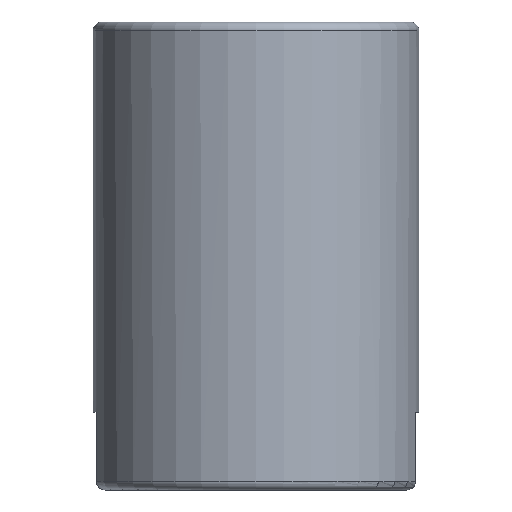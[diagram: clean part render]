
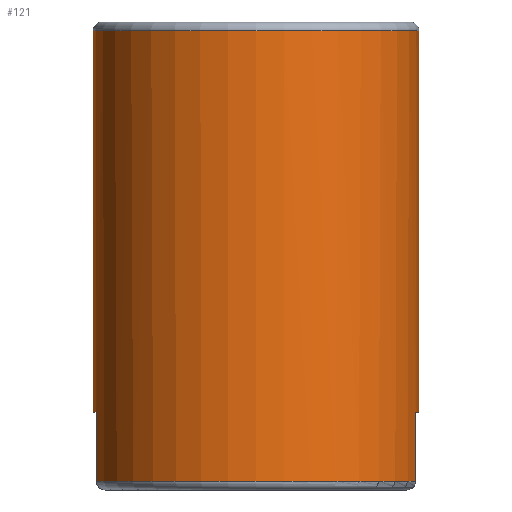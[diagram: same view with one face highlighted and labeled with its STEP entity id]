
A CAD part, front view. The second image highlights one B-rep face of the part: STEP entity #121.
In plain terms, the highlighted cylindrical face has radius 2.388 mm (diameter 4.775 mm), a full revolution.
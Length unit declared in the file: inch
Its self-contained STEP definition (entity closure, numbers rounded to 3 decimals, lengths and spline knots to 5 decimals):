
#11 = AXIS2_PLACEMENT_3D ( 'NONE', #407, #411, #410 ) ;
#22 = AXIS2_PLACEMENT_3D ( 'NONE', #381, #383, #384 ) ;
#45 = EDGE_CURVE ( 'NONE', #1679, #1786, #1535, .T. ) ;
#46 = EDGE_CURVE ( 'NONE', #1788, #1684, #1537, .T. ) ;
#48 = EDGE_CURVE ( 'NONE', #1303, #1303, #1539, .T. ) ;
#55 = EDGE_CURVE ( 'NONE', #1677, #1788, #1532, .T. ) ;
#56 = EDGE_CURVE ( 'NONE', #1786, #1787, #1530, .T. ) ;
#62 = EDGE_CURVE ( 'NONE', #1784, #1677, #1555, .T. ) ;
#67 = EDGE_CURVE ( 'NONE', #1684, #1679, #1547, .T. ) ;
#75 = EDGE_CURVE ( 'NONE', #1780, #1784, #1567, .T. ) ;
#97 = EDGE_CURVE ( 'NONE', #1787, #1780, #1592, .T. ) ;
#100 = AXIS2_PLACEMENT_3D ( 'NONE', #2022, #2023, #2024 ) ;
#101 = AXIS2_PLACEMENT_3D ( 'NONE', #2025, #2027, #2028 ) ;
#104 = AXIS2_PLACEMENT_3D ( 'NONE', #2080, #2089, #2090 ) ;
#106 = AXIS2_PLACEMENT_3D ( 'NONE', #2037, #2038, #2039 ) ;
#121 = ADVANCED_FACE ( 'NONE', ( #1598, #1602 ), #1601, .T. ) ;
#381 = CARTESIAN_POINT ( 'NONE',  ( 0., 0., 0.045 ) ) ;
#383 = DIRECTION ( 'NONE',  ( 0., 0., 1. ) ) ;
#384 = DIRECTION ( 'NONE',  ( 1., 0., 0. ) ) ;
#407 = CARTESIAN_POINT ( 'NONE',  ( 0., 0., 0.37381 ) ) ;
#410 = DIRECTION ( 'NONE',  ( 1., 0., 0. ) ) ;
#411 = DIRECTION ( 'NONE',  ( 0., 0., 1. ) ) ;
#953 = ORIENTED_EDGE ( 'NONE', *, *, #48, .F. ) ;
#954 = ORIENTED_EDGE ( 'NONE', *, *, #56, .T. ) ;
#957 = ORIENTED_EDGE ( 'NONE', *, *, #97, .T. ) ;
#958 = ORIENTED_EDGE ( 'NONE', *, *, #75, .T. ) ;
#961 = ORIENTED_EDGE ( 'NONE', *, *, #46, .T. ) ;
#962 = ORIENTED_EDGE ( 'NONE', *, *, #67, .T. ) ;
#964 = ORIENTED_EDGE ( 'NONE', *, *, #45, .T. ) ;
#968 = ORIENTED_EDGE ( 'NONE', *, *, #55, .T. ) ;
#969 = ORIENTED_EDGE ( 'NONE', *, *, #62, .T. ) ;
#1247 = CARTESIAN_POINT ( 'NONE',  ( 0.09206, -0.019, 0.045 ) ) ;
#1251 = CARTESIAN_POINT ( 'NONE',  ( -0.09206, -0.019, 0.045 ) ) ;
#1274 = CARTESIAN_POINT ( 'NONE',  ( 0.09206, -0.019, 0.005 ) ) ;
#1276 = CARTESIAN_POINT ( 'NONE',  ( 0.09206, 0.019, 0.005 ) ) ;
#1280 = CARTESIAN_POINT ( 'NONE',  ( 0.09206, 0.019, 0.045 ) ) ;
#1295 = CARTESIAN_POINT ( 'NONE',  ( -0.09206, -0.019, 0.005 ) ) ;
#1297 = CARTESIAN_POINT ( 'NONE',  ( -0.09206, 0.019, 0.005 ) ) ;
#1298 = CARTESIAN_POINT ( 'NONE',  ( -0.09206, 0.019, 0.045 ) ) ;
#1303 = VERTEX_POINT ( 'NONE', #1304 ) ;
#1304 = CARTESIAN_POINT ( 'NONE',  ( 0.094, 0., 0.265 ) ) ;
#1493 = EDGE_LOOP ( 'NONE', ( #954, #957, #958, #969, #968, #961, #962, #964 ) ) ;
#1499 = EDGE_LOOP ( 'NONE', ( #953 ) ) ;
#1530 = LINE ( 'NONE', #2073, #1544 ) ;
#1532 = LINE ( 'NONE', #2070, #1542 ) ;
#1535 = CIRCLE ( 'NONE', #100, 0.094 ) ;
#1537 = CIRCLE ( 'NONE', #101, 0.094 ) ;
#1539 = CIRCLE ( 'NONE', #106, 0.094 ) ;
#1542 = VECTOR ( 'NONE', #2071, 39.37008 ) ;
#1544 = VECTOR ( 'NONE', #2074, 39.37008 ) ;
#1547 = LINE ( 'NONE', #2124, #1549 ) ;
#1549 = VECTOR ( 'NONE', #2125, 39.37008 ) ;
#1555 = CIRCLE ( 'NONE', #104, 0.094 ) ;
#1567 = LINE ( 'NONE', #2160, #1568 ) ;
#1568 = VECTOR ( 'NONE', #2161, 39.37008 ) ;
#1592 = CIRCLE ( 'NONE', #22, 0.094 ) ;
#1598 = FACE_OUTER_BOUND ( 'NONE', #1499, .T. ) ;
#1601 = CYLINDRICAL_SURFACE ( 'NONE', #11, 0.094 ) ;
#1602 = FACE_OUTER_BOUND ( 'NONE', #1493, .T. ) ;
#1677 = VERTEX_POINT ( 'NONE', #1274 ) ;
#1679 = VERTEX_POINT ( 'NONE', #1276 ) ;
#1684 = VERTEX_POINT ( 'NONE', #1280 ) ;
#1780 = VERTEX_POINT ( 'NONE', #1251 ) ;
#1784 = VERTEX_POINT ( 'NONE', #1295 ) ;
#1786 = VERTEX_POINT ( 'NONE', #1297 ) ;
#1787 = VERTEX_POINT ( 'NONE', #1298 ) ;
#1788 = VERTEX_POINT ( 'NONE', #1247 ) ;
#2022 = CARTESIAN_POINT ( 'NONE',  ( 0., 0., 0.005 ) ) ;
#2023 = DIRECTION ( 'NONE',  ( 0., 0., 1. ) ) ;
#2024 = DIRECTION ( 'NONE',  ( 1., 0., 0. ) ) ;
#2025 = CARTESIAN_POINT ( 'NONE',  ( 0., 0., 0.045 ) ) ;
#2027 = DIRECTION ( 'NONE',  ( 0., 0., 1. ) ) ;
#2028 = DIRECTION ( 'NONE',  ( 1., 0., 0. ) ) ;
#2037 = CARTESIAN_POINT ( 'NONE',  ( 0., 0., 0.265 ) ) ;
#2038 = DIRECTION ( 'NONE',  ( 0., 0., 1. ) ) ;
#2039 = DIRECTION ( 'NONE',  ( 1., 0., 0. ) ) ;
#2070 = CARTESIAN_POINT ( 'NONE',  ( 0.09206, -0.019, 0.37381 ) ) ;
#2071 = DIRECTION ( 'NONE',  ( 0., 0., 1. ) ) ;
#2073 = CARTESIAN_POINT ( 'NONE',  ( -0.09206, 0.019, 0.37381 ) ) ;
#2074 = DIRECTION ( 'NONE',  ( 0., 0., 1. ) ) ;
#2080 = CARTESIAN_POINT ( 'NONE',  ( 0., 0., 0.005 ) ) ;
#2089 = DIRECTION ( 'NONE',  ( 0., 0., 1. ) ) ;
#2090 = DIRECTION ( 'NONE',  ( 1., 0., 0. ) ) ;
#2124 = CARTESIAN_POINT ( 'NONE',  ( 0.09206, 0.019, 0.37381 ) ) ;
#2125 = DIRECTION ( 'NONE',  ( 0., 0., -1. ) ) ;
#2160 = CARTESIAN_POINT ( 'NONE',  ( -0.09206, -0.019, 0.37381 ) ) ;
#2161 = DIRECTION ( 'NONE',  ( 0., 0., -1. ) ) ;
